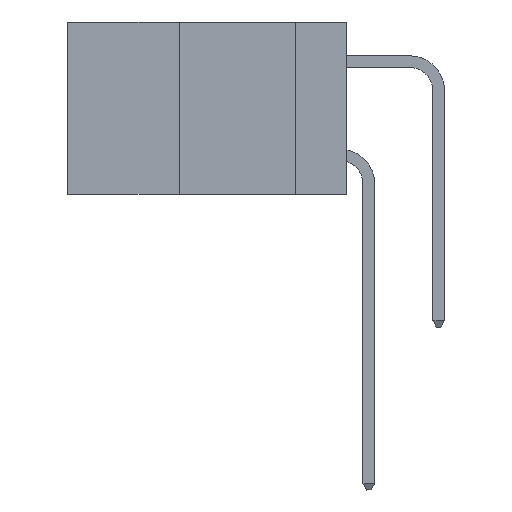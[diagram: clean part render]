
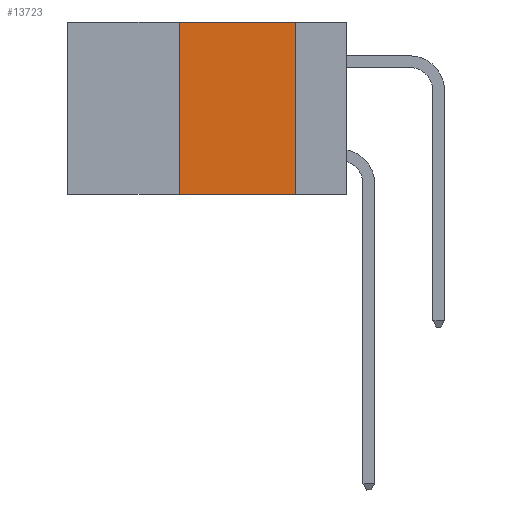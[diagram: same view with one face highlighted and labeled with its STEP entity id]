
A CAD part, left-side view. The second image highlights one B-rep face of the part: STEP entity #13723.
In plain terms, the highlighted planar face has unit normal (-1, 0, 0).
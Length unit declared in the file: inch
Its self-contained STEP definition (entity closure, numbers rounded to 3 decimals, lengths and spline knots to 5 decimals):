
#383 = PLANE ( 'NONE',  #2089 ) ;
#441 = ORIENTED_EDGE ( 'NONE', *, *, #10391, .F. ) ;
#669 = EDGE_CURVE ( 'NONE', #15611, #10805, #13498, .T. ) ;
#840 = ORIENTED_EDGE ( 'NONE', *, *, #669, .F. ) ;
#1254 = DIRECTION ( 'NONE',  ( 0., 0., 1. ) ) ;
#1545 = LINE ( 'NONE', #8927, #2918 ) ;
#1562 = CARTESIAN_POINT ( 'NONE',  ( 0., 0.11, 0. ) ) ;
#2089 = AXIS2_PLACEMENT_3D ( 'NONE', #8830, #14731, #6857 ) ;
#2918 = VECTOR ( 'NONE', #1254, 39.37008 ) ;
#4077 = VECTOR ( 'NONE', #5739, 39.37008 ) ;
#4094 = CARTESIAN_POINT ( 'NONE',  ( 0., 0.11, 0. ) ) ;
#4908 = EDGE_CURVE ( 'NONE', #12864, #9752, #7029, .T. ) ;
#5739 = DIRECTION ( 'NONE',  ( 0., -1., 0. ) ) ;
#6857 = DIRECTION ( 'NONE',  ( 0., 0., -1. ) ) ;
#7029 = LINE ( 'NONE', #16108, #8850 ) ;
#7135 = FACE_OUTER_BOUND ( 'NONE', #10230, .T. ) ;
#7794 = CARTESIAN_POINT ( 'NONE',  ( 0., 0.36, -0.37 ) ) ;
#7984 = ORIENTED_EDGE ( 'NONE', *, *, #13923, .F. ) ;
#8393 = CARTESIAN_POINT ( 'NONE',  ( 0., 0.6, 0. ) ) ;
#8830 = CARTESIAN_POINT ( 'NONE',  ( 0., 0.6, 0. ) ) ;
#8850 = VECTOR ( 'NONE', #15939, 39.37008 ) ;
#8927 = CARTESIAN_POINT ( 'NONE',  ( 0., 0.36, 0. ) ) ;
#9470 = LINE ( 'NONE', #4094, #12642 ) ;
#9752 = VERTEX_POINT ( 'NONE', #13556 ) ;
#10230 = EDGE_LOOP ( 'NONE', ( #441, #840, #7984, #11289 ) ) ;
#10391 = EDGE_CURVE ( 'NONE', #10805, #9752, #9470, .T. ) ;
#10805 = VERTEX_POINT ( 'NONE', #1562 ) ;
#11289 = ORIENTED_EDGE ( 'NONE', *, *, #4908, .T. ) ;
#12642 = VECTOR ( 'NONE', #15462, 39.37008 ) ;
#12864 = VERTEX_POINT ( 'NONE', #7794 ) ;
#13495 = CARTESIAN_POINT ( 'NONE',  ( 0., 0.36, 0. ) ) ;
#13498 = LINE ( 'NONE', #8393, #4077 ) ;
#13556 = CARTESIAN_POINT ( 'NONE',  ( 0., 0.11, -0.37 ) ) ;
#13723 = ADVANCED_FACE ( 'NONE', ( #7135 ), #383, .F. ) ;
#13923 = EDGE_CURVE ( 'NONE', #12864, #15611, #1545, .T. ) ;
#14731 = DIRECTION ( 'NONE',  ( 1., 0., 0. ) ) ;
#15462 = DIRECTION ( 'NONE',  ( 0., 0., -1. ) ) ;
#15611 = VERTEX_POINT ( 'NONE', #13495 ) ;
#15939 = DIRECTION ( 'NONE',  ( 0., -1., 0. ) ) ;
#16108 = CARTESIAN_POINT ( 'NONE',  ( 0., 0.6, -0.37 ) ) ;
